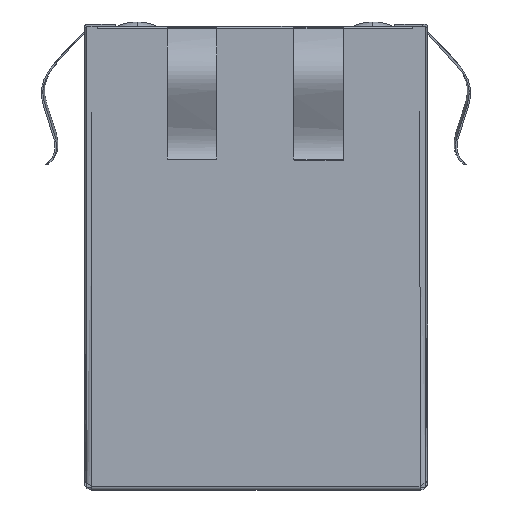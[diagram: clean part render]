
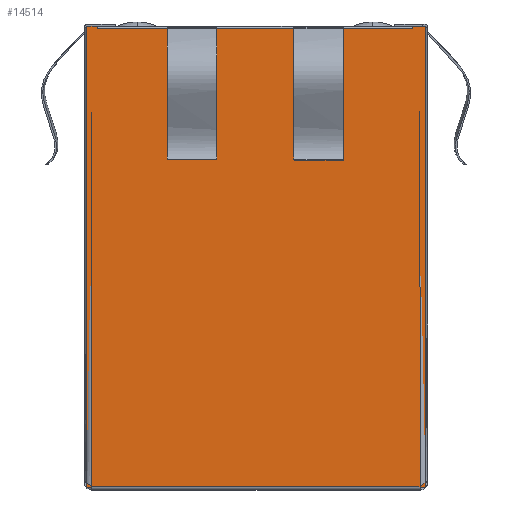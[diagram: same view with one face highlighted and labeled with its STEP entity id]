
A CAD part, front view. The second image highlights one B-rep face of the part: STEP entity #14514.
In plain terms, the highlighted planar face has unit normal (0, -1, 0).
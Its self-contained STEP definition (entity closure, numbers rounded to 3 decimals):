
#149 = LINE ( 'NONE', #763, #7286 ) ;
#420 = CARTESIAN_POINT ( 'NONE',  ( 16.27, -0.01, 14.625 ) ) ;
#438 = DIRECTION ( 'NONE',  ( -1., 0., 0. ) ) ;
#440 = CARTESIAN_POINT ( 'NONE',  ( 4.245, -0.01, 19.15 ) ) ;
#519 = CARTESIAN_POINT ( 'NONE',  ( 0.49, -0.01, 25.37 ) ) ;
#525 = VECTOR ( 'NONE', #15840, 1000. ) ;
#757 = LINE ( 'NONE', #420, #17141 ) ;
#763 = CARTESIAN_POINT ( 'NONE',  ( 6.545, -0.01, 19.15 ) ) ;
#780 = DIRECTION ( 'NONE',  ( 0., 0., -1. ) ) ;
#859 = VECTOR ( 'NONE', #12045, 1000. ) ;
#908 = CARTESIAN_POINT ( 'NONE',  ( 8.38, -0.01, 25.27 ) ) ;
#973 = DIRECTION ( 'NONE',  ( 0., -1., 0. ) ) ;
#1332 = VECTOR ( 'NONE', #16955, 1000. ) ;
#1729 = ORIENTED_EDGE ( 'NONE', *, *, #11847, .T. ) ;
#1774 = EDGE_CURVE ( 'NONE', #10360, #11901, #14439, .T. ) ;
#1907 = ORIENTED_EDGE ( 'NONE', *, *, #17394, .F. ) ;
#1951 = ORIENTED_EDGE ( 'NONE', *, *, #1774, .T. ) ;
#2062 = PLANE ( 'NONE',  #17734 ) ;
#2230 = DIRECTION ( 'NONE',  ( 0., 0., 1. ) ) ;
#2415 = DIRECTION ( 'NONE',  ( -1., 0., 0. ) ) ;
#2867 = CARTESIAN_POINT ( 'NONE',  ( 1., -0.01, 25.27 ) ) ;
#3516 = VECTOR ( 'NONE', #13352, 1000. ) ;
#3562 = VERTEX_POINT ( 'NONE', #9935 ) ;
#4065 = EDGE_CURVE ( 'NONE', #10360, #8945, #8289, .T. ) ;
#4183 = VECTOR ( 'NONE', #8946, 1000. ) ;
#4376 = DIRECTION ( 'NONE',  ( -1., 0., 0. ) ) ;
#4652 = EDGE_CURVE ( 'NONE', #16035, #17694, #14019, .T. ) ;
#4741 = CARTESIAN_POINT ( 'NONE',  ( 4.245, -0.01, 19.15 ) ) ;
#5085 = CARTESIAN_POINT ( 'NONE',  ( 4.245, -0.01, 19.15 ) ) ;
#5124 = LINE ( 'NONE', #17845, #4183 ) ;
#5231 = CARTESIAN_POINT ( 'NONE',  ( 1., -0.01, 25.37 ) ) ;
#5325 = LINE ( 'NONE', #908, #17571 ) ;
#5430 = CARTESIAN_POINT ( 'NONE',  ( 0.49, -0.01, 3.88 ) ) ;
#5443 = ORIENTED_EDGE ( 'NONE', *, *, #18513, .F. ) ;
#5453 = CARTESIAN_POINT ( 'NONE',  ( 8.38, -0.01, 25.37 ) ) ;
#5560 = CARTESIAN_POINT ( 'NONE',  ( 12.445, -0.01, 25.27 ) ) ;
#5607 = EDGE_CURVE ( 'NONE', #8945, #7936, #7527, .T. ) ;
#6118 = CARTESIAN_POINT ( 'NONE',  ( 10.171, -0.01, 25.27 ) ) ;
#6165 = ORIENTED_EDGE ( 'NONE', *, *, #4065, .F. ) ;
#6404 = CARTESIAN_POINT ( 'NONE',  ( 8.38, -0.01, 25.27 ) ) ;
#6724 = EDGE_CURVE ( 'NONE', #15817, #3562, #757, .T. ) ;
#6781 = CARTESIAN_POINT ( 'NONE',  ( 8.38, -0.01, 3.88 ) ) ;
#6862 = VERTEX_POINT ( 'NONE', #7874 ) ;
#6959 = EDGE_CURVE ( 'NONE', #15817, #8075, #13192, .T. ) ;
#7161 = CARTESIAN_POINT ( 'NONE',  ( 8.38, -0.01, 25.27 ) ) ;
#7286 = VECTOR ( 'NONE', #2230, 1000. ) ;
#7339 = LINE ( 'NONE', #14578, #9418 ) ;
#7385 = VECTOR ( 'NONE', #2415, 1000. ) ;
#7527 = LINE ( 'NONE', #8234, #1332 ) ;
#7775 = CARTESIAN_POINT ( 'NONE',  ( 6.545, -0.01, 25.27 ) ) ;
#7819 = VECTOR ( 'NONE', #12947, 1000. ) ;
#7874 = CARTESIAN_POINT ( 'NONE',  ( 15.66, -0.01, 25.27 ) ) ;
#7936 = VERTEX_POINT ( 'NONE', #18151 ) ;
#8075 = VERTEX_POINT ( 'NONE', #5430 ) ;
#8234 = CARTESIAN_POINT ( 'NONE',  ( 10.171, -0.01, 19.125 ) ) ;
#8289 = LINE ( 'NONE', #17222, #7819 ) ;
#8448 = VECTOR ( 'NONE', #4376, 1000. ) ;
#8496 = VECTOR ( 'NONE', #8730, 1000. ) ;
#8502 = CARTESIAN_POINT ( 'NONE',  ( 0.49, -0.01, 14.625 ) ) ;
#8639 = LINE ( 'NONE', #5085, #17411 ) ;
#8730 = DIRECTION ( 'NONE',  ( 0., 0., 1. ) ) ;
#8856 = ORIENTED_EDGE ( 'NONE', *, *, #18707, .F. ) ;
#8945 = VERTEX_POINT ( 'NONE', #11176 ) ;
#8946 = DIRECTION ( 'NONE',  ( 0., 0., 1. ) ) ;
#9118 = DIRECTION ( 'NONE',  ( 0., 0., 1. ) ) ;
#9252 = EDGE_CURVE ( 'NONE', #16031, #16035, #10431, .T. ) ;
#9406 = CARTESIAN_POINT ( 'NONE',  ( 16.27, -0.01, 3.88 ) ) ;
#9418 = VECTOR ( 'NONE', #16192, 1000. ) ;
#9638 = CARTESIAN_POINT ( 'NONE',  ( 6.545, -0.01, 19.15 ) ) ;
#9741 = DIRECTION ( 'NONE',  ( -1., 0., 0. ) ) ;
#9935 = CARTESIAN_POINT ( 'NONE',  ( 16.27, -0.01, 25.37 ) ) ;
#10135 = CARTESIAN_POINT ( 'NONE',  ( 4.245, -0.01, 25.27 ) ) ;
#10360 = VERTEX_POINT ( 'NONE', #6118 ) ;
#10431 = LINE ( 'NONE', #6404, #3516 ) ;
#10469 = CARTESIAN_POINT ( 'NONE',  ( 8.38, -0.01, 25.37 ) ) ;
#11176 = CARTESIAN_POINT ( 'NONE',  ( 10.171, -0.01, 19.125 ) ) ;
#11847 = EDGE_CURVE ( 'NONE', #17694, #17137, #15146, .T. ) ;
#11901 = VERTEX_POINT ( 'NONE', #7775 ) ;
#12045 = DIRECTION ( 'NONE',  ( 0., 0., -1. ) ) ;
#12163 = EDGE_CURVE ( 'NONE', #15373, #6862, #7339, .T. ) ;
#12296 = CARTESIAN_POINT ( 'NONE',  ( 0.49, -0.01, 25.37 ) ) ;
#12493 = VERTEX_POINT ( 'NONE', #9638 ) ;
#12497 = DIRECTION ( 'NONE',  ( -1., 0., 0. ) ) ;
#12702 = LINE ( 'NONE', #5453, #7385 ) ;
#12814 = ORIENTED_EDGE ( 'NONE', *, *, #17284, .F. ) ;
#12947 = DIRECTION ( 'NONE',  ( 0., 0., -1. ) ) ;
#13192 = LINE ( 'NONE', #6781, #15264 ) ;
#13254 = ORIENTED_EDGE ( 'NONE', *, *, #9252, .T. ) ;
#13352 = DIRECTION ( 'NONE',  ( -1., 0., 0. ) ) ;
#13675 = EDGE_CURVE ( 'NONE', #18796, #12493, #8639, .T. ) ;
#13755 = VECTOR ( 'NONE', #438, 1000. ) ;
#13887 = ORIENTED_EDGE ( 'NONE', *, *, #6724, .T. ) ;
#14019 = LINE ( 'NONE', #14655, #8496 ) ;
#14168 = VERTEX_POINT ( 'NONE', #5560 ) ;
#14439 = LINE ( 'NONE', #7161, #8448 ) ;
#14514 = ADVANCED_FACE ( 'NONE', ( #15733 ), #2062, .T. ) ;
#14578 = CARTESIAN_POINT ( 'NONE',  ( 15.66, -0.01, 14.625 ) ) ;
#14611 = EDGE_CURVE ( 'NONE', #6862, #14168, #5325, .T. ) ;
#14655 = CARTESIAN_POINT ( 'NONE',  ( 1., -0.01, 14.625 ) ) ;
#15005 = EDGE_CURVE ( 'NONE', #3562, #15373, #12702, .T. ) ;
#15096 = ORIENTED_EDGE ( 'NONE', *, *, #15005, .T. ) ;
#15146 = LINE ( 'NONE', #10469, #13755 ) ;
#15264 = VECTOR ( 'NONE', #9741, 1000. ) ;
#15373 = VERTEX_POINT ( 'NONE', #18328 ) ;
#15583 = ORIENTED_EDGE ( 'NONE', *, *, #4652, .T. ) ;
#15733 = FACE_OUTER_BOUND ( 'NONE', #19018, .T. ) ;
#15817 = VERTEX_POINT ( 'NONE', #9406 ) ;
#15840 = DIRECTION ( 'NONE',  ( 0., 0., 1. ) ) ;
#15905 = ORIENTED_EDGE ( 'NONE', *, *, #13675, .F. ) ;
#16031 = VERTEX_POINT ( 'NONE', #10135 ) ;
#16035 = VERTEX_POINT ( 'NONE', #2867 ) ;
#16192 = DIRECTION ( 'NONE',  ( 0., 0., -1. ) ) ;
#16713 = ORIENTED_EDGE ( 'NONE', *, *, #6959, .F. ) ;
#16955 = DIRECTION ( 'NONE',  ( 1., 0., 0. ) ) ;
#17137 = VERTEX_POINT ( 'NONE', #12296 ) ;
#17141 = VECTOR ( 'NONE', #9118, 1000. ) ;
#17222 = CARTESIAN_POINT ( 'NONE',  ( 10.171, -0.01, 25.37 ) ) ;
#17284 = EDGE_CURVE ( 'NONE', #16031, #18796, #18363, .T. ) ;
#17394 = EDGE_CURVE ( 'NONE', #12493, #11901, #149, .T. ) ;
#17411 = VECTOR ( 'NONE', #18434, 1000. ) ;
#17571 = VECTOR ( 'NONE', #12497, 1000. ) ;
#17694 = VERTEX_POINT ( 'NONE', #5231 ) ;
#17734 = AXIS2_PLACEMENT_3D ( 'NONE', #519, #973, #780 ) ;
#17806 = ORIENTED_EDGE ( 'NONE', *, *, #5607, .F. ) ;
#17845 = CARTESIAN_POINT ( 'NONE',  ( 12.445, -0.01, 19.125 ) ) ;
#17876 = ORIENTED_EDGE ( 'NONE', *, *, #14611, .T. ) ;
#17919 = ORIENTED_EDGE ( 'NONE', *, *, #12163, .T. ) ;
#18151 = CARTESIAN_POINT ( 'NONE',  ( 12.445, -0.01, 19.125 ) ) ;
#18328 = CARTESIAN_POINT ( 'NONE',  ( 15.66, -0.01, 25.37 ) ) ;
#18363 = LINE ( 'NONE', #440, #859 ) ;
#18434 = DIRECTION ( 'NONE',  ( 1., 0., 0. ) ) ;
#18513 = EDGE_CURVE ( 'NONE', #8075, #17137, #18985, .T. ) ;
#18707 = EDGE_CURVE ( 'NONE', #7936, #14168, #5124, .T. ) ;
#18796 = VERTEX_POINT ( 'NONE', #4741 ) ;
#18985 = LINE ( 'NONE', #8502, #525 ) ;
#19018 = EDGE_LOOP ( 'NONE', ( #6165, #1951, #1907, #15905, #12814, #13254, #15583, #1729, #5443, #16713, #13887, #15096, #17919, #17876, #8856, #17806 ) ) ;
